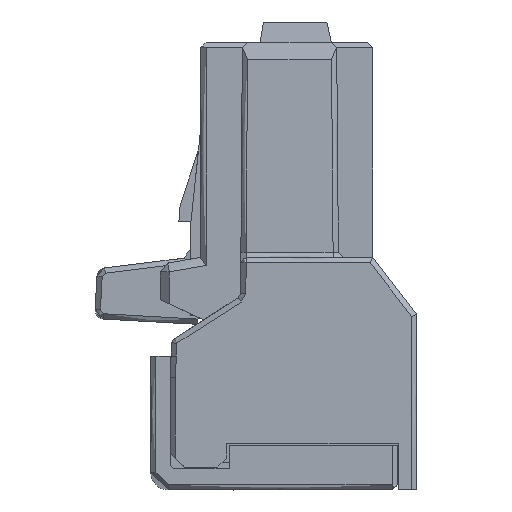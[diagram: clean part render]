
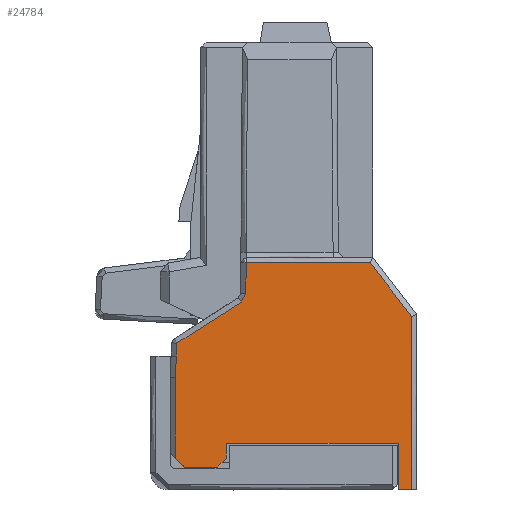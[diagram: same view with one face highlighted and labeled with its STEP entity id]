
A CAD part, left-side view. The second image highlights one B-rep face of the part: STEP entity #24784.
In plain terms, the highlighted free-form (B-spline) face has degree [1, 1] with [2, 2] control points.
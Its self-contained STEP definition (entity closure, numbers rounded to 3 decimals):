
#8736=CARTESIAN_POINT('',(-0.688,12.65,5.738));
#8737=VERTEX_POINT('',#8736);
#8746=CARTESIAN_POINT('',(-0.688,12.65,1.145));
#8747=VERTEX_POINT('',#8746);
#8755=CARTESIAN_POINT('',(-0.688,12.65,1.145));
#8756=CARTESIAN_POINT('',(-0.688,12.65,5.738));
#8757=B_SPLINE_CURVE_WITH_KNOTS('',1,(#8755,#8756),.POLYLINE_FORM.,.F.,.U.,(2,2),(0.,1.),.UNSPECIFIED.);
#8758=EDGE_CURVE('',#8747,#8737,#8757,.T.);
#8897=CARTESIAN_POINT('',(-0.688,12.15,0.645));
#8898=VERTEX_POINT('',#8897);
#8904=CARTESIAN_POINT('',(-0.688,12.15,0.645));
#8905=CARTESIAN_POINT('',(-0.688,12.65,1.145));
#8906=B_SPLINE_CURVE_WITH_KNOTS('',1,(#8904,#8905),.POLYLINE_FORM.,.F.,.U.,(2,2),(0.335,0.38),.UNSPECIFIED.);
#8907=EDGE_CURVE('',#8898,#8747,#8906,.T.);
#11083=CARTESIAN_POINT('',(-0.688,12.593,6.945));
#11084=VERTEX_POINT('',#11083);
#11085=CARTESIAN_POINT('',(-0.688,12.65,5.738));
#11086=CARTESIAN_POINT('',(-0.688,12.593,6.945));
#11087=B_SPLINE_CURVE_WITH_KNOTS('',1,(#11085,#11086),.POLYLINE_FORM.,.F.,.U.,(2,2),(0.475,0.997),.UNSPECIFIED.);
#11088=EDGE_CURVE('',#8737,#11084,#11087,.T.);
#11190=CARTESIAN_POINT('',(-0.688,12.558,7.676));
#11191=VERTEX_POINT('',#11190);
#11192=CARTESIAN_POINT('',(-0.688,12.593,6.945));
#11193=CARTESIAN_POINT('',(-0.688,12.558,7.676));
#11194=B_SPLINE_CURVE_WITH_KNOTS('',1,(#11192,#11193),.POLYLINE_FORM.,.F.,.U.,(2,2),(0.,0.665),.UNSPECIFIED.);
#11195=EDGE_CURVE('',#11084,#11191,#11194,.T.);
#11314=CARTESIAN_POINT('',(-0.688,10.25,0.645));
#11315=VERTEX_POINT('',#11314);
#11321=CARTESIAN_POINT('',(-0.688,10.25,0.645));
#11322=CARTESIAN_POINT('',(-0.688,12.15,0.645));
#11323=B_SPLINE_CURVE_WITH_KNOTS('',1,(#11321,#11322),.POLYLINE_FORM.,.F.,.U.,(2,2),(0.212,0.311),.UNSPECIFIED.);
#11324=EDGE_CURVE('',#11315,#8898,#11323,.T.);
#11655=CARTESIAN_POINT('',(-0.688,-0.75,-0.655));
#11656=VERTEX_POINT('',#11655);
#11664=CARTESIAN_POINT('',(-0.688,0.,-0.655));
#11665=VERTEX_POINT('',#11664);
#11666=CARTESIAN_POINT('',(-0.688,-0.75,-0.655));
#11667=CARTESIAN_POINT('',(-0.688,0.,-0.655));
#11668=B_SPLINE_CURVE_WITH_KNOTS('',1,(#11666,#11667),.POLYLINE_FORM.,.F.,.U.,(2,2),(0.,0.714),.UNSPECIFIED.);
#11669=EDGE_CURVE('',#11656,#11665,#11668,.T.);
#15509=CARTESIAN_POINT('',(-0.688,-0.75,9.193));
#15510=VERTEX_POINT('',#15509);
#15518=CARTESIAN_POINT('',(-0.688,-0.75,9.193));
#15519=CARTESIAN_POINT('',(-0.688,-0.75,-0.655));
#15520=B_SPLINE_CURVE_WITH_KNOTS('',1,(#15518,#15519),.POLYLINE_FORM.,.F.,.U.,(2,2),(0.,1.),.UNSPECIFIED.);
#15521=EDGE_CURVE('',#15510,#11656,#15520,.T.);
#15557=CARTESIAN_POINT('',(-0.688,1.6,12.245));
#15558=VERTEX_POINT('',#15557);
#15566=CARTESIAN_POINT('',(-0.688,1.6,12.245));
#15567=CARTESIAN_POINT('',(-0.688,-0.75,9.193));
#15568=B_SPLINE_CURVE_WITH_KNOTS('',1,(#15566,#15567),.POLYLINE_FORM.,.F.,.U.,(2,2),(0.104,0.92),.UNSPECIFIED.);
#15569=EDGE_CURVE('',#15558,#15510,#15568,.T.);
#15591=CARTESIAN_POINT('',(-0.688,8.637,12.245));
#15592=VERTEX_POINT('',#15591);
#15600=CARTESIAN_POINT('',(-0.688,8.637,12.245));
#15601=CARTESIAN_POINT('',(-0.688,1.6,12.245));
#15602=B_SPLINE_CURVE_WITH_KNOTS('',1,(#15600,#15601),.POLYLINE_FORM.,.F.,.U.,(2,2),(0.,0.957),.UNSPECIFIED.);
#15603=EDGE_CURVE('',#15592,#15558,#15602,.T.);
#15630=CARTESIAN_POINT('',(-0.688,8.649,10.506));
#15631=VERTEX_POINT('',#15630);
#15639=CARTESIAN_POINT('',(-0.688,8.649,10.506));
#15640=CARTESIAN_POINT('',(-0.688,8.637,12.245));
#15641=B_SPLINE_CURVE_WITH_KNOTS('',1,(#15639,#15640),.POLYLINE_FORM.,.F.,.U.,(2,2),(0.416,0.481),.UNSPECIFIED.);
#15642=EDGE_CURVE('',#15631,#15592,#15641,.T.);
#15667=CARTESIAN_POINT('',(-0.688,8.925,10.005));
#15668=VERTEX_POINT('',#15667);
#15678=CARTESIAN_POINT('',(-0.688,8.925,10.005));
#15679=CARTESIAN_POINT('',(-0.688,8.882,10.032));
#15680=CARTESIAN_POINT('',(-0.688,8.815,10.093));
#15681=CARTESIAN_POINT('',(-0.688,8.759,10.16));
#15682=CARTESIAN_POINT('',(-0.688,8.7,10.258));
#15683=CARTESIAN_POINT('',(-0.688,8.65,10.411));
#15684=CARTESIAN_POINT('',(-0.688,8.649,10.506));
#15685=B_SPLINE_CURVE_WITH_KNOTS('',2,(#15678,#15679,#15680,#15681,#15682,#15683,#15684),.UNSPECIFIED.,.F.,.U.,(3,1,1,1,1,3),(0.,0.167,0.301,0.457,0.683,1.),.UNSPECIFIED.);
#15686=EDGE_CURVE('',#15668,#15631,#15685,.T.);
#15715=CARTESIAN_POINT('',(-0.688,12.558,7.676));
#15716=CARTESIAN_POINT('',(-0.688,8.925,10.005));
#15717=B_SPLINE_CURVE_WITH_KNOTS('',1,(#15715,#15716),.POLYLINE_FORM.,.F.,.U.,(2,2),(0.504,0.972),.UNSPECIFIED.);
#15718=EDGE_CURVE('',#11191,#15668,#15717,.T.);
#24739=CARTESIAN_POINT('',(-0.688,20.478,-8.458));
#24740=CARTESIAN_POINT('',(-0.688,20.478,20.048));
#24741=CARTESIAN_POINT('',(-0.688,-8.578,-8.458));
#24742=CARTESIAN_POINT('',(-0.688,-8.578,20.048));
#24743=B_SPLINE_SURFACE_WITH_KNOTS('',1,1,((#24739,#24740),(#24741,#24742)),.PLANE_SURF.,.F.,.F.,.U.,(2,2),(2,2),(0.,1.),(0.,1.),.UNSPECIFIED.);
#24744=ORIENTED_EDGE('',*,*,#15603,.F.);
#24745=ORIENTED_EDGE('',*,*,#15642,.F.);
#24746=ORIENTED_EDGE('',*,*,#15686,.F.);
#24747=ORIENTED_EDGE('',*,*,#15718,.F.);
#24748=ORIENTED_EDGE('',*,*,#11195,.F.);
#24749=ORIENTED_EDGE('',*,*,#11088,.F.);
#24750=ORIENTED_EDGE('',*,*,#8758,.F.);
#24751=ORIENTED_EDGE('',*,*,#8907,.F.);
#24752=ORIENTED_EDGE('',*,*,#11324,.F.);
#24753=CARTESIAN_POINT('',(-0.688,9.75,1.145));
#24754=VERTEX_POINT('',#24753);
#24755=CARTESIAN_POINT('',(-0.688,9.75,1.145));
#24756=CARTESIAN_POINT('',(-0.688,10.25,0.645));
#24757=B_SPLINE_CURVE_WITH_KNOTS('',1,(#24755,#24756),.POLYLINE_FORM.,.F.,.U.,(2,2),(0.215,0.248),.UNSPECIFIED.);
#24758=EDGE_CURVE('',#24754,#11315,#24757,.T.);
#24759=ORIENTED_EDGE('',*,*,#24758,.F.);
#24760=CARTESIAN_POINT('',(-0.688,9.75,1.995));
#24761=VERTEX_POINT('',#24760);
#24762=CARTESIAN_POINT('',(-0.688,9.75,1.995));
#24763=CARTESIAN_POINT('',(-0.688,9.75,1.145));
#24764=B_SPLINE_CURVE_WITH_KNOTS('',1,(#24762,#24763),.POLYLINE_FORM.,.F.,.U.,(2,2),(0.,1.),.UNSPECIFIED.);
#24765=EDGE_CURVE('',#24761,#24754,#24764,.T.);
#24766=ORIENTED_EDGE('',*,*,#24765,.F.);
#24767=CARTESIAN_POINT('',(-0.688,0.,1.995));
#24768=VERTEX_POINT('',#24767);
#24769=CARTESIAN_POINT('',(-0.688,0.,1.995));
#24770=CARTESIAN_POINT('',(-0.688,9.75,1.995));
#24771=B_SPLINE_CURVE_WITH_KNOTS('',1,(#24769,#24770),.POLYLINE_FORM.,.F.,.U.,(2,2),(0.357,0.864),.UNSPECIFIED.);
#24772=EDGE_CURVE('',#24768,#24761,#24771,.T.);
#24773=ORIENTED_EDGE('',*,*,#24772,.F.);
#24774=CARTESIAN_POINT('',(-0.688,0.,-0.655));
#24775=CARTESIAN_POINT('',(-0.688,0.,1.995));
#24776=B_SPLINE_CURVE_WITH_KNOTS('',1,(#24774,#24775),.POLYLINE_FORM.,.F.,.U.,(2,2),(0.,0.946),.UNSPECIFIED.);
#24777=EDGE_CURVE('',#11665,#24768,#24776,.T.);
#24778=ORIENTED_EDGE('',*,*,#24777,.F.);
#24779=ORIENTED_EDGE('',*,*,#11669,.F.);
#24780=ORIENTED_EDGE('',*,*,#15521,.F.);
#24781=ORIENTED_EDGE('',*,*,#15569,.F.);
#24782=EDGE_LOOP('',(#24744,#24745,#24746,#24747,#24748,#24749,#24750,#24751,#24752,#24759,#24766,#24773,#24778,#24779,#24780,#24781));
#24783=FACE_OUTER_BOUND('',#24782,.T.);
#24784=ADVANCED_FACE('',(#24783),#24743,.T.);
